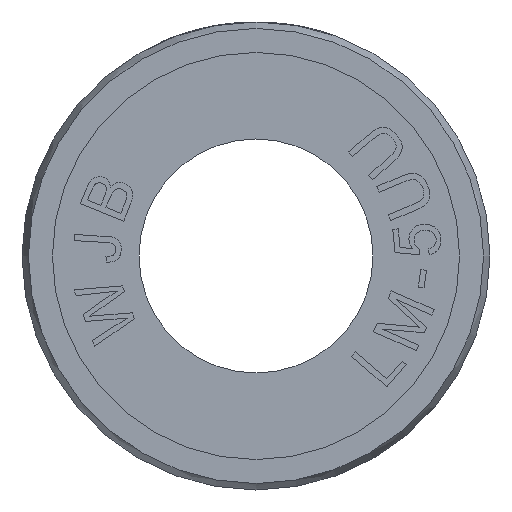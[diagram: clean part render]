
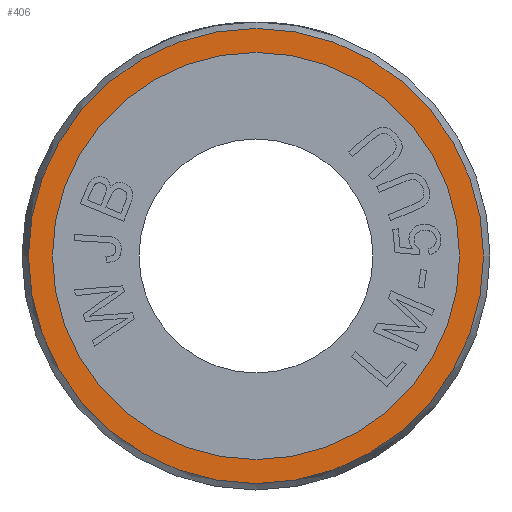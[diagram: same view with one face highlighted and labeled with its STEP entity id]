
A CAD part, left-side view. The second image highlights one B-rep face of the part: STEP entity #406.
In plain terms, the highlighted planar face has unit normal (-1, 0, 0).
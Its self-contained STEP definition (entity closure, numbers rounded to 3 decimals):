
#406=ADVANCED_FACE('',(#931,#932),#667,.T.);
#667=PLANE('',#4874);
#859=CIRCLE('',#4872,4.862);
#860=CIRCLE('',#4873,4.35);
#931=FACE_BOUND('',#1003,.T.);
#932=FACE_BOUND('',#1004,.T.);
#1003=EDGE_LOOP('',(#2279));
#1004=EDGE_LOOP('',(#2280));
#2279=ORIENTED_EDGE('',*,*,#4051,.T.);
#2280=ORIENTED_EDGE('',*,*,#4052,.F.);
#3601=VERTEX_POINT('',#7278);
#3602=VERTEX_POINT('',#7308);
#4051=EDGE_CURVE('',#3601,#3601,#859,.T.);
#4052=EDGE_CURVE('',#3602,#3602,#860,.T.);
#4872=AXIS2_PLACEMENT_3D('',#7277,#5290,#5291);
#4873=AXIS2_PLACEMENT_3D('',#7307,#5292,#5293);
#4874=AXIS2_PLACEMENT_3D('',#7309,#5294,#5295);
#5290=DIRECTION('',(-1.,0.,0.));
#5291=DIRECTION('',(0.,0.,1.));
#5292=DIRECTION('',(-1.,0.,0.));
#5293=DIRECTION('',(0.,0.,1.));
#5294=DIRECTION('',(-1.,0.,0.));
#5295=DIRECTION('',(0.,0.,1.));
#7277=CARTESIAN_POINT('',(0.,0.,0.));
#7278=CARTESIAN_POINT('',(0.,0.,4.862));
#7307=CARTESIAN_POINT('',(0.,0.,0.));
#7308=CARTESIAN_POINT('',(0.,0.,4.35));
#7309=CARTESIAN_POINT('',(0.,0.,4.606));
